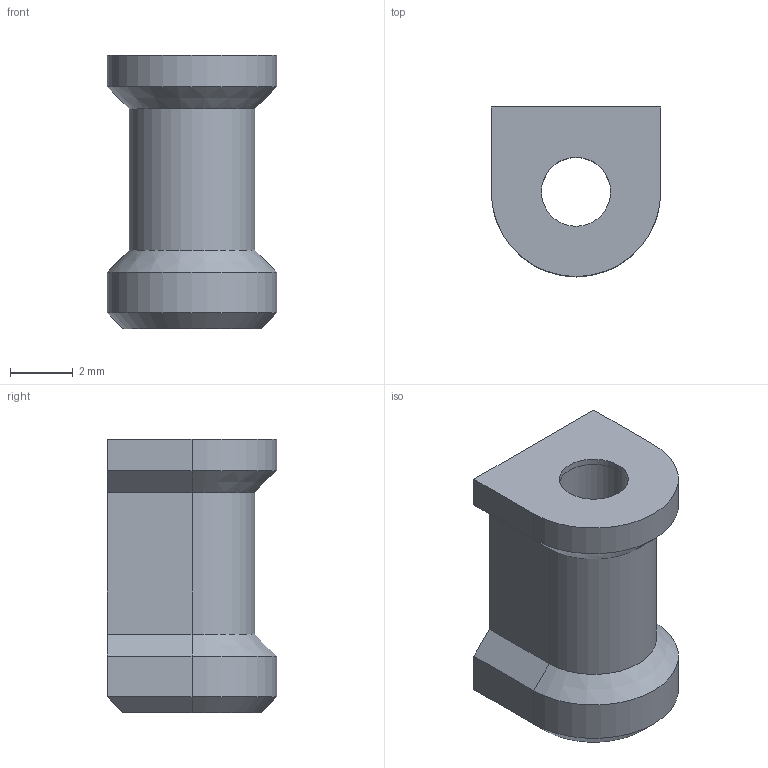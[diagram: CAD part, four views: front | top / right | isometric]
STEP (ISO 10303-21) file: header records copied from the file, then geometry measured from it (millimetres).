
FILE_DESCRIPTION(('FreeCAD Model'),'2;1');
FILE_NAME('Open CASCADE Shape Model','2024-04-11T11:46:25',('Author'),( ''),'Open CASCADE STEP processor 7.6','FreeCAD','Unknown');
FILE_SCHEMA(('AUTOMOTIVE_DESIGN { 1 0 10303 214 1 1 1 1 }'));
Length unit declared in the file: millimetre
Products named in the file (1): Chamfer
Bounding box: 5.4 x 5.4 x 8.7 mm (x, y, z)
Volume: 131.4 mm3; surface area: 260.6 mm2
Topology: 1 solids, 1 shells, 26 faces, 57 edges, 33 vertices
Faces by surface type: plane 16, cylinder 6, cone 4
Full cylindrical faces by diameter (mm): 2.2 x2, 3.4 x1
Entity records: 719 total; most frequent: DIRECTION 123, CARTESIAN_POINT 117, ORIENTED_EDGE 114, EDGE_CURVE 57, LINE 45, VECTOR 45, AXIS2_PLACEMENT_3D 39, VERTEX_POINT 33
